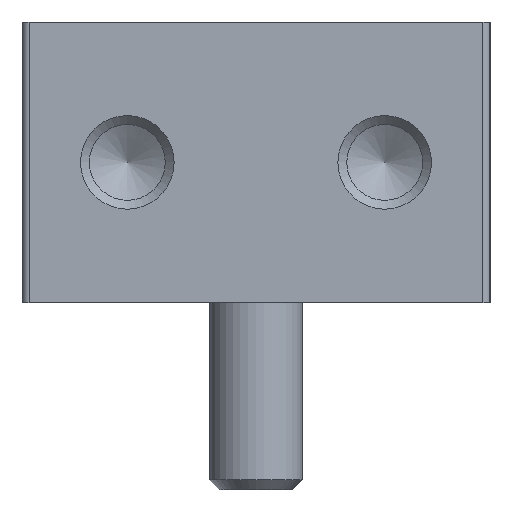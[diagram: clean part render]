
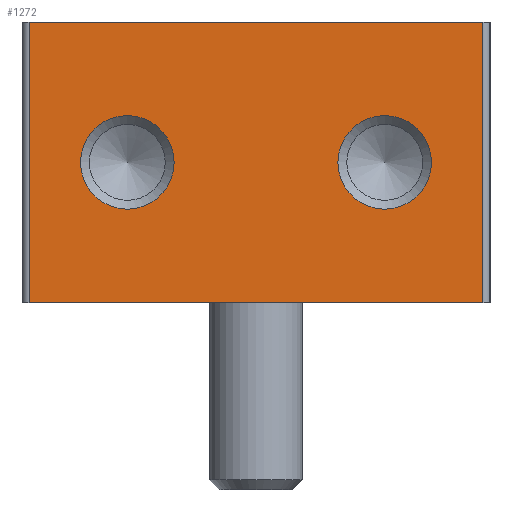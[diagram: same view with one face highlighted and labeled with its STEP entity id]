
A CAD part, left-side view. The second image highlights one B-rep face of the part: STEP entity #1272.
In plain terms, the highlighted face is planar.
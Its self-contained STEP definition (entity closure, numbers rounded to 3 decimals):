
#107=CIRCLE('',#1406,2.);
#108=CIRCLE('',#1407,2.);
#207=ORIENTED_EDGE('',*,*,#542,.F.);
#208=ORIENTED_EDGE('',*,*,#543,.F.);
#209=ORIENTED_EDGE('',*,*,#510,.T.);
#210=ORIENTED_EDGE('',*,*,#544,.F.);
#211=ORIENTED_EDGE('',*,*,#545,.F.);
#212=ORIENTED_EDGE('',*,*,#540,.T.);
#510=EDGE_CURVE('',#682,#681,#800,.T.);
#540=EDGE_CURVE('',#708,#682,#814,.T.);
#542=EDGE_CURVE('',#709,#709,#107,.T.);
#543=EDGE_CURVE('',#710,#710,#108,.T.);
#544=EDGE_CURVE('',#711,#681,#815,.T.);
#545=EDGE_CURVE('',#708,#711,#816,.T.);
#681=VERTEX_POINT('',#1980);
#682=VERTEX_POINT('',#1982);
#708=VERTEX_POINT('',#2042);
#709=VERTEX_POINT('',#2046);
#710=VERTEX_POINT('',#2048);
#711=VERTEX_POINT('',#2050);
#800=LINE('',#1981,#889);
#814=LINE('',#2041,#903);
#815=LINE('',#2049,#904);
#816=LINE('',#2051,#905);
#889=VECTOR('',#1557,1000.);
#903=VECTOR('',#1611,1000.);
#904=VECTOR('',#1620,1000.);
#905=VECTOR('',#1621,1000.);
#986=EDGE_LOOP('',(#207));
#987=EDGE_LOOP('',(#208));
#988=EDGE_LOOP('',(#209,#210,#211,#212));
#1109=FACE_BOUND('',#986,.T.);
#1110=FACE_BOUND('',#987,.T.);
#1111=FACE_BOUND('',#988,.T.);
#1228=PLANE('',#1405);
#1272=ADVANCED_FACE('',(#1109,#1110,#1111),#1228,.F.);
#1405=AXIS2_PLACEMENT_3D('',#2044,#1614,#1615);
#1406=AXIS2_PLACEMENT_3D('',#2045,#1616,#1617);
#1407=AXIS2_PLACEMENT_3D('',#2047,#1618,#1619);
#1557=DIRECTION('',(0.,1.,0.));
#1611=DIRECTION('',(0.,0.,-1.));
#1614=DIRECTION('',(-1.,0.,0.));
#1615=DIRECTION('',(0.,0.,1.));
#1616=DIRECTION('',(1.,0.,0.));
#1617=DIRECTION('',(0.,0.,-1.));
#1618=DIRECTION('',(1.,0.,0.));
#1619=DIRECTION('',(0.,0.,-1.));
#1620=DIRECTION('',(0.,0.,-1.));
#1621=DIRECTION('',(0.,1.,0.));
#1980=CARTESIAN_POINT('',(20.,9.7,-6.));
#1981=CARTESIAN_POINT('',(20.,-9.7,-6.));
#1982=CARTESIAN_POINT('',(20.,-9.7,-6.));
#2041=CARTESIAN_POINT('',(20.,-9.7,6.));
#2042=CARTESIAN_POINT('',(20.,-9.7,6.));
#2044=CARTESIAN_POINT('',(20.,-9.7,6.));
#2045=CARTESIAN_POINT('',(20.,-5.5,0.));
#2046=CARTESIAN_POINT('',(20.,-5.5,-2.));
#2047=CARTESIAN_POINT('',(20.,5.5,0.));
#2048=CARTESIAN_POINT('',(20.,5.5,-2.));
#2049=CARTESIAN_POINT('',(20.,9.7,6.));
#2050=CARTESIAN_POINT('',(20.,9.7,6.));
#2051=CARTESIAN_POINT('',(20.,-9.7,6.));
